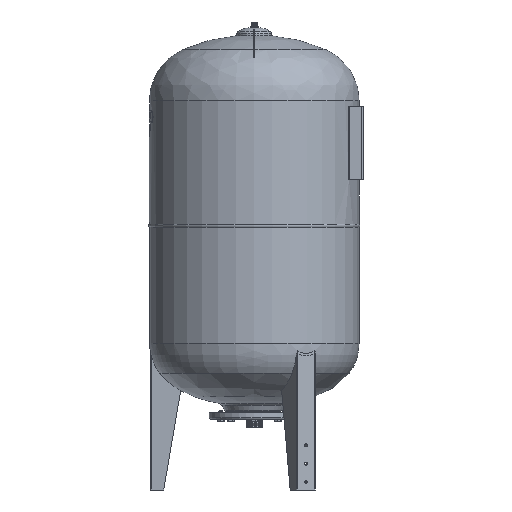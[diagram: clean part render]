
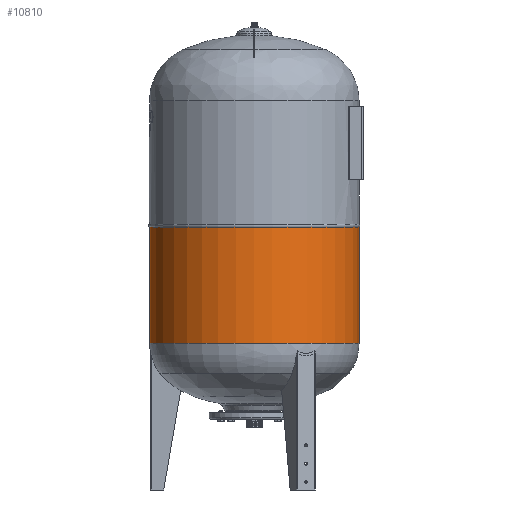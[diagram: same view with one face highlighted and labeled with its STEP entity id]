
A CAD part, left-side view. The second image highlights one B-rep face of the part: STEP entity #10810.
In plain terms, the highlighted cylindrical face has radius 315 mm (diameter 630 mm), a full revolution.
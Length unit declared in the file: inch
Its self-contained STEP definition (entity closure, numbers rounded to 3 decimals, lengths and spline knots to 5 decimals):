
#2314=FACE_BOUND('',#3319,.T.);
#2573=FACE_OUTER_BOUND('',#3318,.T.);
#3318=EDGE_LOOP('',(#7291));
#3319=EDGE_LOOP('',(#7292));
#4046=CIRCLE('',#11550,12.40157);
#4047=CIRCLE('',#11551,12.40157);
#4579=VERTEX_POINT('',#16297);
#4580=VERTEX_POINT('',#16299);
#5642=EDGE_CURVE('',#4579,#4579,#4046,.T.);
#5643=EDGE_CURVE('',#4580,#4580,#4047,.T.);
#7291=ORIENTED_EDGE('',*,*,#5642,.T.);
#7292=ORIENTED_EDGE('',*,*,#5643,.F.);
#9876=CYLINDRICAL_SURFACE('',#11549,12.40157);
#10810=ADVANCED_FACE('',(#2573,#2314),#9876,.T.);
#11549=AXIS2_PLACEMENT_3D('',#16296,#12957,#12958);
#11550=AXIS2_PLACEMENT_3D('',#16298,#12959,#12960);
#11551=AXIS2_PLACEMENT_3D('',#16300,#12961,#12962);
#12957=DIRECTION('center_axis',(0.,0.,1.));
#12958=DIRECTION('ref_axis',(1.,0.,0.));
#12959=DIRECTION('center_axis',(0.,0.,1.));
#12960=DIRECTION('ref_axis',(-1.,0.,0.));
#12961=DIRECTION('center_axis',(0.,0.,1.));
#12962=DIRECTION('ref_axis',(1.,0.,0.));
#16296=CARTESIAN_POINT('Origin',(-49.5331,-12.22097,2.90484));
#16297=CARTESIAN_POINT('',(-61.93467,-12.22097,2.90484));
#16298=CARTESIAN_POINT('Origin',(-49.5331,-12.22097,2.90484));
#16299=CARTESIAN_POINT('',(-61.93467,-12.22097,16.64589));
#16300=CARTESIAN_POINT('Origin',(-49.5331,-12.22097,16.64589));
